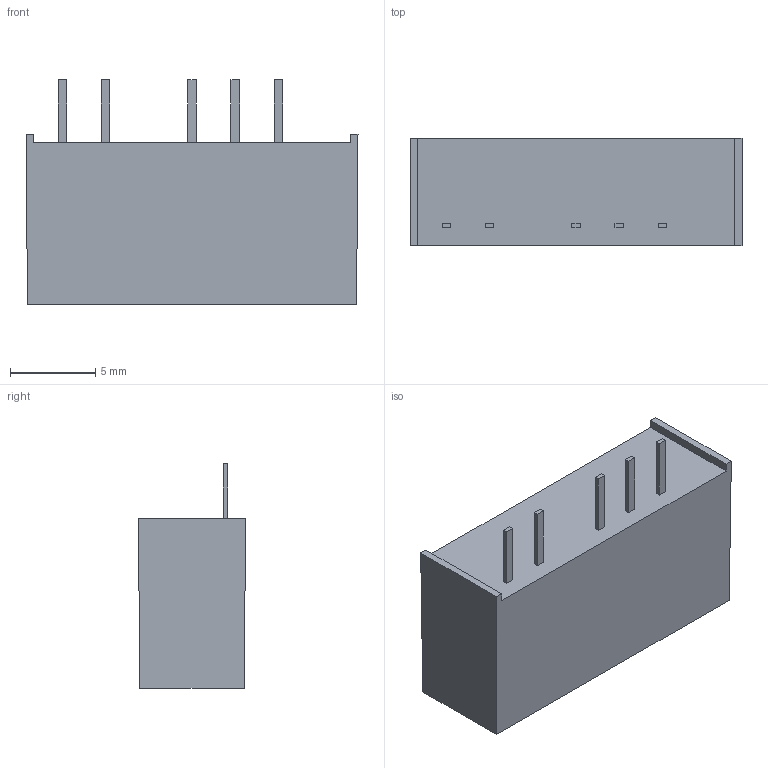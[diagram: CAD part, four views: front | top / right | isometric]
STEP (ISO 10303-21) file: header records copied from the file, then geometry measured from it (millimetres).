
FILE_DESCRIPTION(/* description */ (''),/* implementation_level */ '2;1');
FILE_NAME(/* name */ 'MAU100(5V&12V)+MA01(5V&12V).stp',/* time_stamp */ '2015-03-13T08:26:58+08:00',/* author */ ('CALLIOPE'),/* organization */ (''),/* preprocessor_version */ 'ST-DEVELOPER v15.6',/* originating_system */ 'Autodesk Inventor 2015',/* authorisation */ '');
FILE_SCHEMA (('AUTOMOTIVE_DESIGN { 1 0 10303 214 3 1 1 }'));
Length unit declared in the file: millimetre
Products named in the file (1): MAU100(5V&12V)+MA01(5V&12V)
Bounding box: 19.5 x 6.3 x 13.2 mm (x, y, z)
Volume: 1149.7 mm3; surface area: 769 mm2
Topology: 1 solids, 1 shells, 35 faces, 84 edges, 56 vertices
Faces by surface type: plane 35
Entity records: 1022 total; most frequent: CARTESIAN_POINT 176, ORIENTED_EDGE 168, DIRECTION 156, LINE 84, VECTOR 84, EDGE_CURVE 84, VERTEX_POINT 56, EDGE_LOOP 40
